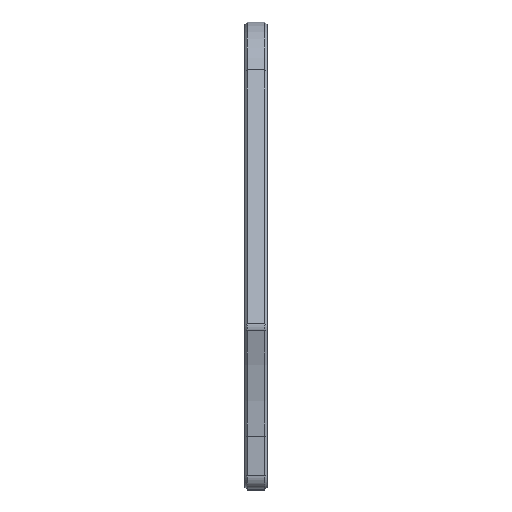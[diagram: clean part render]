
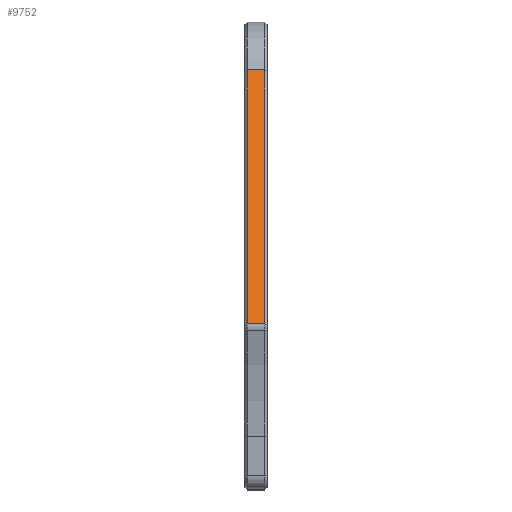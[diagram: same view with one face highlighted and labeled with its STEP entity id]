
A CAD part, top view. The second image highlights one B-rep face of the part: STEP entity #9752.
In plain terms, the highlighted planar face has unit normal (0, 0.34, 0.941).
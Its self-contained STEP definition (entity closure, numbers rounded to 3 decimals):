
#1564=FACE_OUTER_BOUND('',#2200,.T.);
#2200=EDGE_LOOP('',(#8911,#8912,#8913,#8914));
#2607=LINE('',#15410,#3479);
#3056=LINE('',#16779,#3928);
#3079=LINE('',#16829,#3951);
#3080=LINE('',#16831,#3952);
#3479=VECTOR('',#12351,10.);
#3928=VECTOR('',#13942,10.);
#3951=VECTOR('',#14015,10.);
#3952=VECTOR('',#14018,10.);
#4402=VERTEX_POINT('',#15404);
#4403=VERTEX_POINT('',#15408);
#4751=VERTEX_POINT('',#16773);
#4752=VERTEX_POINT('',#16777);
#5438=EDGE_CURVE('',#4403,#4402,#2607,.T.);
#6126=EDGE_CURVE('',#4752,#4751,#3056,.T.);
#6151=EDGE_CURVE('',#4751,#4403,#3079,.T.);
#6152=EDGE_CURVE('',#4402,#4752,#3080,.T.);
#8911=ORIENTED_EDGE('',*,*,#5438,.F.);
#8912=ORIENTED_EDGE('',*,*,#6151,.F.);
#8913=ORIENTED_EDGE('',*,*,#6126,.F.);
#8914=ORIENTED_EDGE('',*,*,#6152,.F.);
#9159=PLANE('',#10896);
#9752=ADVANCED_FACE('',(#1564),#9159,.T.);
#10896=AXIS2_PLACEMENT_3D('',#16830,#14016,#14017);
#12351=DIRECTION('',(0.,-0.941,0.34));
#13942=DIRECTION('',(0.,0.941,-0.34));
#14015=DIRECTION('',(1.,0.,0.));
#14016=DIRECTION('center_axis',(0.,0.34,0.941));
#14017=DIRECTION('ref_axis',(0.,-0.941,0.34));
#14018=DIRECTION('',(-1.,0.,0.));
#15404=CARTESIAN_POINT('',(4.5,37.525,117.512));
#15408=CARTESIAN_POINT('',(4.5,95.099,96.726));
#15410=CARTESIAN_POINT('',(4.5,82.518,101.268));
#16773=CARTESIAN_POINT('',(0.5,95.099,96.726));
#16777=CARTESIAN_POINT('',(0.5,37.525,117.512));
#16779=CARTESIAN_POINT('',(0.5,82.518,101.268));
#16829=CARTESIAN_POINT('',(0.,95.099,96.726));
#16830=CARTESIAN_POINT('Origin',(0.,95.099,96.726));
#16831=CARTESIAN_POINT('',(0.,37.525,117.512));
